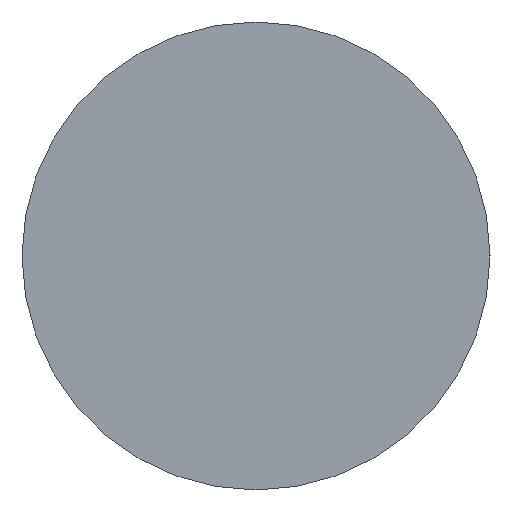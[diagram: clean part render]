
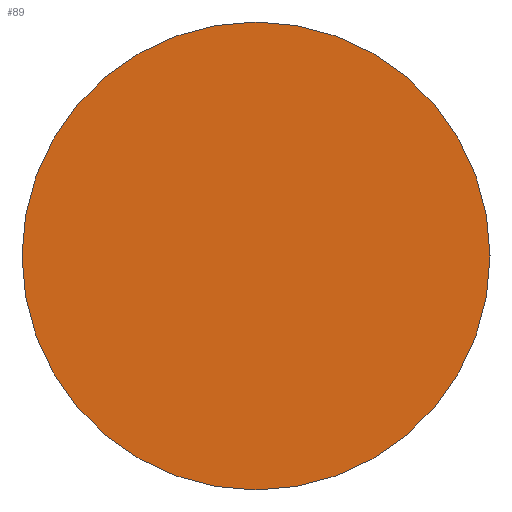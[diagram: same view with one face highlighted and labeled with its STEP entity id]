
A CAD part, front view. The second image highlights one B-rep face of the part: STEP entity #89.
In plain terms, the highlighted planar face has unit normal (0, -1, 0).
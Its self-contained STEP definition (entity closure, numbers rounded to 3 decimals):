
#26=FACE_OUTER_BOUND('',#33,.T.);
#33=EDGE_LOOP('',(#66));
#41=CIRCLE('',#114,4.);
#48=VERTEX_POINT('',#163);
#55=EDGE_CURVE('',#48,#48,#41,.T.);
#66=ORIENTED_EDGE('',*,*,#55,.F.);
#86=PLANE('',#113);
#89=ADVANCED_FACE('',(#26),#86,.T.);
#113=AXIS2_PLACEMENT_3D('',#162,#129,#130);
#114=AXIS2_PLACEMENT_3D('',#164,#131,#132);
#129=DIRECTION('center_axis',(0.,-1.,0.));
#130=DIRECTION('ref_axis',(1.,0.,0.));
#131=DIRECTION('center_axis',(0.,1.,0.));
#132=DIRECTION('ref_axis',(-1.,0.,0.));
#162=CARTESIAN_POINT('Origin',(0.,-17.554,
0.));
#163=CARTESIAN_POINT('',(-4.,-17.554,0.));
#164=CARTESIAN_POINT('Origin',(0.,-17.554,
0.));
